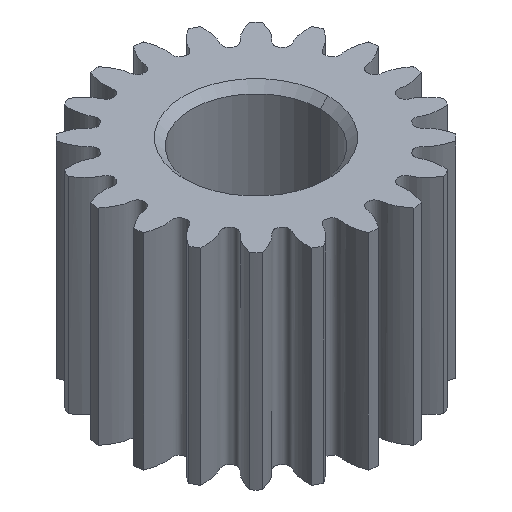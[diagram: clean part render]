
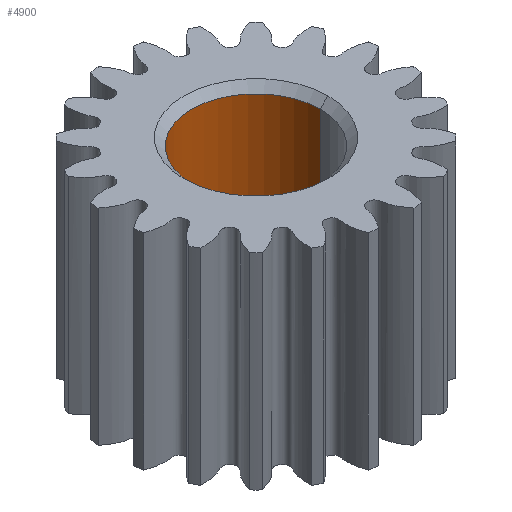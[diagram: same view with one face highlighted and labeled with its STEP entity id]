
A CAD part, isometric view. The second image highlights one B-rep face of the part: STEP entity #4900.
In plain terms, the highlighted cylindrical face has radius 2.5 mm (diameter 5 mm), a partial arc.
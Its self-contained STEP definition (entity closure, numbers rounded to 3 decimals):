
#508 = AXIS2_PLACEMENT_3D ( 'NONE', #2321, #2322, #2319 ) ;
#515 = AXIS2_PLACEMENT_3D ( 'NONE', #2357, #2358, #2359 ) ;
#517 = AXIS2_PLACEMENT_3D ( 'NONE', #2362, #2363, #2364 ) ;
#581 = ORIENTED_EDGE ( 'NONE', *, *, #4936, .F. ) ;
#582 = ORIENTED_EDGE ( 'NONE', *, *, #4911, .F. ) ;
#583 = ORIENTED_EDGE ( 'NONE', *, *, #4935, .T. ) ;
#584 = ORIENTED_EDGE ( 'NONE', *, *, #4912, .T. ) ;
#822 = EDGE_LOOP ( 'NONE', ( #581, #582, #583, #584 ) ) ;
#2319 = DIRECTION ( 'NONE',  ( 1., 0., 0. ) ) ;
#2321 = CARTESIAN_POINT ( 'NONE',  ( 0., 0., 0. ) ) ;
#2322 = DIRECTION ( 'NONE',  ( 0., 0., 1. ) ) ;
#2357 = CARTESIAN_POINT ( 'NONE',  ( 0., 0., -3.7 ) ) ;
#2358 = DIRECTION ( 'NONE',  ( 0., 0., 1. ) ) ;
#2359 = DIRECTION ( 'NONE',  ( 1., 0., 0. ) ) ;
#2362 = CARTESIAN_POINT ( 'NONE',  ( 0., 0., 3.7 ) ) ;
#2363 = DIRECTION ( 'NONE',  ( 0., 0., 1. ) ) ;
#2364 = DIRECTION ( 'NONE',  ( 1., 0., 0. ) ) ;
#2787 = CARTESIAN_POINT ( 'NONE',  ( 2.5, 0., 0. ) ) ;
#2792 = DIRECTION ( 'NONE',  ( 0., 0., 1. ) ) ;
#2793 = CARTESIAN_POINT ( 'NONE',  ( -2.5, 0., 0. ) ) ;
#2795 = DIRECTION ( 'NONE',  ( 0., 0., 1. ) ) ;
#4316 = CARTESIAN_POINT ( 'NONE',  ( 2.5, 0., -3.7 ) ) ;
#4320 = CARTESIAN_POINT ( 'NONE',  ( 2.5, 0., 3.7 ) ) ;
#4321 = CARTESIAN_POINT ( 'NONE',  ( -2.5, 0., -3.7 ) ) ;
#4397 = CARTESIAN_POINT ( 'NONE',  ( -2.5, 0., 3.7 ) ) ;
#4900 = ADVANCED_FACE ( 'NONE', ( #6046 ), #5935, .F. ) ;
#4911 = EDGE_CURVE ( 'NONE', #8990, #8995, #6090, .T. ) ;
#4912 = EDGE_CURVE ( 'NONE', #8993, #8992, #6088, .T. ) ;
#4935 = EDGE_CURVE ( 'NONE', #8990, #8993, #6117, .T. ) ;
#4936 = EDGE_CURVE ( 'NONE', #8995, #8992, #6123, .T. ) ;
#5935 = CYLINDRICAL_SURFACE ( 'NONE', #508, 2.5 ) ;
#6046 = FACE_OUTER_BOUND ( 'NONE', #822, .T. ) ;
#6088 = CIRCLE ( 'NONE', #517, 2.5 ) ;
#6090 = CIRCLE ( 'NONE', #515, 2.5 ) ;
#6117 = LINE ( 'NONE', #2787, #6124 ) ;
#6123 = LINE ( 'NONE', #2793, #6126 ) ;
#6124 = VECTOR ( 'NONE', #2792, 1000. ) ;
#6126 = VECTOR ( 'NONE', #2795, 1000. ) ;
#8990 = VERTEX_POINT ( 'NONE', #4316 ) ;
#8992 = VERTEX_POINT ( 'NONE', #4397 ) ;
#8993 = VERTEX_POINT ( 'NONE', #4320 ) ;
#8995 = VERTEX_POINT ( 'NONE', #4321 ) ;
